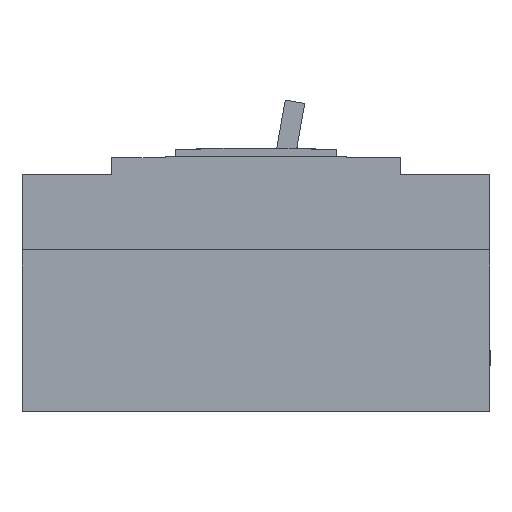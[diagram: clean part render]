
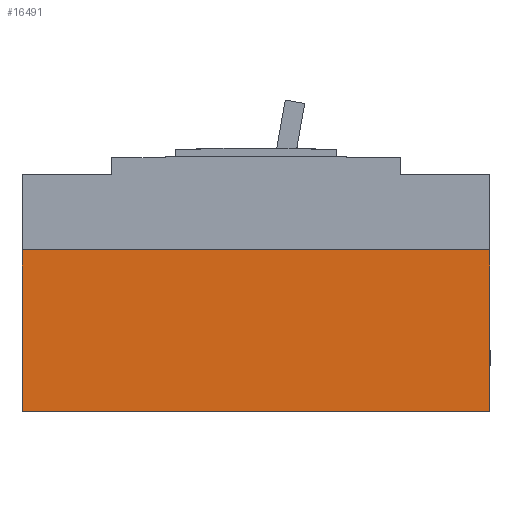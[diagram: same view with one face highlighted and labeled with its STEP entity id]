
A CAD part, top view. The second image highlights one B-rep face of the part: STEP entity #16491.
In plain terms, the highlighted planar face has unit normal (0, 0, 1).
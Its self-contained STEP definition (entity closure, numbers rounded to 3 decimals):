
#1705 = VECTOR ( 'NONE', #9966, 1000. ) ;
#2493 = EDGE_CURVE ( 'NONE', #5434, #13626, #16739, .T. ) ;
#2783 = VERTEX_POINT ( 'NONE', #27379 ) ;
#2907 = ORIENTED_EDGE ( 'NONE', *, *, #17622, .T. ) ;
#2972 = CARTESIAN_POINT ( 'NONE',  ( 82.5, -57., 53.5 ) ) ;
#3045 = AXIS2_PLACEMENT_3D ( 'NONE', #14033, #3288, #13893 ) ;
#3288 = DIRECTION ( 'NONE',  ( 0., 0., -1. ) ) ;
#4818 = CARTESIAN_POINT ( 'NONE',  ( -82.5, -57., 53.5 ) ) ;
#5434 = VERTEX_POINT ( 'NONE', #2972 ) ;
#6360 = CARTESIAN_POINT ( 'NONE',  ( 82.5, 0., 53.5 ) ) ;
#9966 = DIRECTION ( 'NONE',  ( 0., 1., 0. ) ) ;
#10561 = DIRECTION ( 'NONE',  ( -1., 0., 0. ) ) ;
#11785 = CARTESIAN_POINT ( 'NONE',  ( 82.5, -57., 53.5 ) ) ;
#12793 = DIRECTION ( 'NONE',  ( -1., 0., 0. ) ) ;
#13060 = EDGE_CURVE ( 'NONE', #13626, #2783, #21683, .T. ) ;
#13626 = VERTEX_POINT ( 'NONE', #4818 ) ;
#13733 = VERTEX_POINT ( 'NONE', #21335 ) ;
#13893 = DIRECTION ( 'NONE',  ( -1., 0., 0. ) ) ;
#14033 = CARTESIAN_POINT ( 'NONE',  ( 82.5, -57., 53.5 ) ) ;
#14159 = LINE ( 'NONE', #11785, #1705 ) ;
#15017 = EDGE_CURVE ( 'NONE', #13733, #2783, #15020, .T. ) ;
#15020 = LINE ( 'NONE', #6360, #20416 ) ;
#15445 = FACE_OUTER_BOUND ( 'NONE', #15661, .T. ) ;
#15661 = EDGE_LOOP ( 'NONE', ( #20141, #23782, #24187, #2907 ) ) ;
#16491 = ADVANCED_FACE ( 'NONE', ( #15445 ), #20099, .F. ) ;
#16739 = LINE ( 'NONE', #25297, #18552 ) ;
#17052 = CARTESIAN_POINT ( 'NONE',  ( -82.5, -57., 53.5 ) ) ;
#17622 = EDGE_CURVE ( 'NONE', #5434, #13733, #14159, .T. ) ;
#18552 = VECTOR ( 'NONE', #10561, 1000. ) ;
#20099 = PLANE ( 'NONE',  #3045 ) ;
#20141 = ORIENTED_EDGE ( 'NONE', *, *, #15017, .T. ) ;
#20416 = VECTOR ( 'NONE', #12793, 1000. ) ;
#21335 = CARTESIAN_POINT ( 'NONE',  ( 82.5, 0., 53.5 ) ) ;
#21683 = LINE ( 'NONE', #17052, #22136 ) ;
#22136 = VECTOR ( 'NONE', #25728, 1000. ) ;
#23782 = ORIENTED_EDGE ( 'NONE', *, *, #13060, .F. ) ;
#24187 = ORIENTED_EDGE ( 'NONE', *, *, #2493, .F. ) ;
#25297 = CARTESIAN_POINT ( 'NONE',  ( 82.5, -57., 53.5 ) ) ;
#25728 = DIRECTION ( 'NONE',  ( 0., 1., 0. ) ) ;
#27379 = CARTESIAN_POINT ( 'NONE',  ( -82.5, 0., 53.5 ) ) ;
